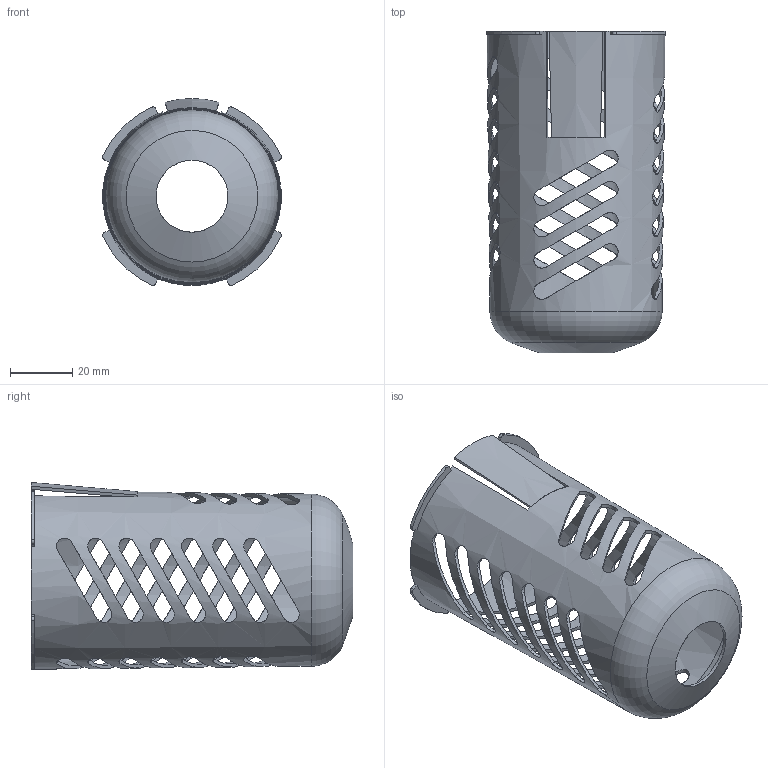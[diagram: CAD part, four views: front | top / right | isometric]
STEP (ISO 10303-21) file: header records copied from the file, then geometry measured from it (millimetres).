
FILE_DESCRIPTION( ( 'STEP AP203' ), ' ' );
FILE_NAME( '9.9933.00.089.stp', '2017-04-10T13:57:55', ( '' ), ( '' ), ' ', 'PARTsolutions', ' ' );
FILE_SCHEMA( ( 'CONFIG_CONTROL_DESIGN' ) );
Length unit declared in the file: millimetre
Products named in the file (1): _9.9933.00.089
Bounding box: 57.19 x 103 x 59.88 mm (x, y, z)
Volume: 14886.2 mm3; surface area: 31488 mm2
Topology: 1 solids, 1 shells, 142 faces, 442 edges, 293 vertices
Faces by surface type: plane 71, cylinder 63, cone 4, sphere 2, torus 2
Full cylindrical faces by diameter (mm): 23 x1
Entity records: 7914 total; most frequent: CARTESIAN_POINT 4097, ORIENTED_EDGE 814, DIRECTION 738, EDGE_CURVE 407, AXIS2_PLACEMENT_3D 292, VERTEX_POINT 273, EDGE_LOOP 200, LINE 154
